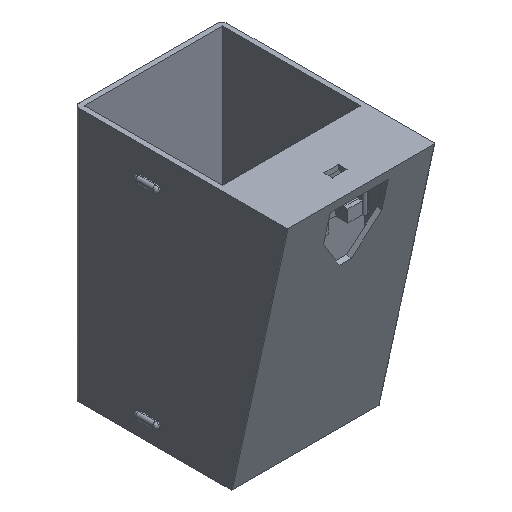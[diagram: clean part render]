
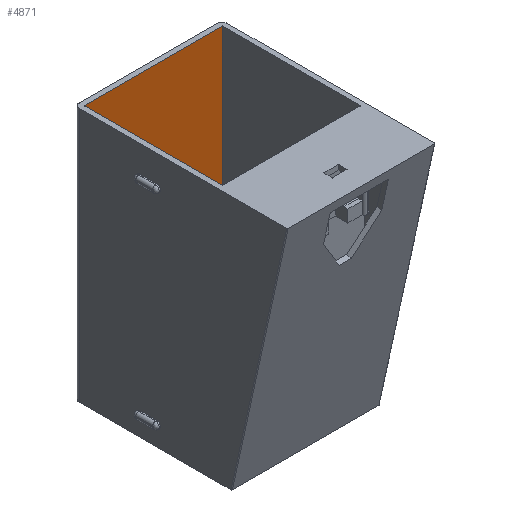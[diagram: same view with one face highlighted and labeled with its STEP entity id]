
A CAD part, isometric view. The second image highlights one B-rep face of the part: STEP entity #4871.
In plain terms, the highlighted planar face has unit normal (0, -1, 0).
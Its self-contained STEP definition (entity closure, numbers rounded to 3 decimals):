
#1770 = PLANE('',#1771);
#1771 = AXIS2_PLACEMENT_3D('',#1772,#1773,#1774);
#1772 = CARTESIAN_POINT('',(0.,-2.,0.));
#1773 = DIRECTION('',(-0.,-0.,-1.));
#1774 = DIRECTION('',(-1.,0.,0.));
#2265 = PLANE('',#2266);
#2266 = AXIS2_PLACEMENT_3D('',#2267,#2268,#2269);
#2267 = CARTESIAN_POINT('',(0.,-13.5,105.));
#2268 = DIRECTION('',(0.,0.,1.));
#2269 = DIRECTION('',(1.,0.,0.));
#3046 = EDGE_CURVE('',#3047,#3049,#3051,.T.);
#3047 = VERTEX_POINT('',#3048);
#3048 = CARTESIAN_POINT('',(-28.5,28.5,0.));
#3049 = VERTEX_POINT('',#3050);
#3050 = CARTESIAN_POINT('',(28.5,28.5,0.));
#3051 = SURFACE_CURVE('',#3052,(#3056,#3063),.PCURVE_S1.);
#3052 = LINE('',#3053,#3054);
#3053 = CARTESIAN_POINT('',(-28.5,28.5,0.));
#3054 = VECTOR('',#3055,1.);
#3055 = DIRECTION('',(1.,0.,0.));
#3056 = PCURVE('',#1770,#3057);
#3057 = DEFINITIONAL_REPRESENTATION('',(#3058),#3062);
#3058 = LINE('',#3059,#3060);
#3059 = CARTESIAN_POINT('',(28.5,30.5));
#3060 = VECTOR('',#3061,1.);
#3061 = DIRECTION('',(-1.,0.));
#3062 = ( GEOMETRIC_REPRESENTATION_CONTEXT(2) 
PARAMETRIC_REPRESENTATION_CONTEXT() REPRESENTATION_CONTEXT('2D SPACE',''
  ) );
#3063 = PCURVE('',#3064,#3069);
#3064 = PLANE('',#3065);
#3065 = AXIS2_PLACEMENT_3D('',#3066,#3067,#3068);
#3066 = CARTESIAN_POINT('',(-28.5,28.5,0.));
#3067 = DIRECTION('',(0.,1.,0.));
#3068 = DIRECTION('',(1.,0.,0.));
#3069 = DEFINITIONAL_REPRESENTATION('',(#3070),#3074);
#3070 = LINE('',#3071,#3072);
#3071 = CARTESIAN_POINT('',(0.,0.));
#3072 = VECTOR('',#3073,1.);
#3073 = DIRECTION('',(1.,0.));
#3074 = ( GEOMETRIC_REPRESENTATION_CONTEXT(2) 
PARAMETRIC_REPRESENTATION_CONTEXT() REPRESENTATION_CONTEXT('2D SPACE',''
  ) );
#3092 = PLANE('',#3093);
#3093 = AXIS2_PLACEMENT_3D('',#3094,#3095,#3096);
#3094 = CARTESIAN_POINT('',(-28.5,-28.5,0.));
#3095 = DIRECTION('',(-1.,0.,0.));
#3096 = DIRECTION('',(0.,1.,0.));
#3218 = PLANE('',#3219);
#3219 = AXIS2_PLACEMENT_3D('',#3220,#3221,#3222);
#3220 = CARTESIAN_POINT('',(28.5,28.5,0.));
#3221 = DIRECTION('',(1.,0.,0.));
#3222 = DIRECTION('',(0.,-1.,0.));
#4050 = VERTEX_POINT('',#4051);
#4051 = CARTESIAN_POINT('',(-28.5,28.5,105.));
#4072 = EDGE_CURVE('',#4050,#4073,#4075,.T.);
#4073 = VERTEX_POINT('',#4074);
#4074 = CARTESIAN_POINT('',(28.5,28.5,105.));
#4075 = SURFACE_CURVE('',#4076,(#4080,#4087),.PCURVE_S1.);
#4076 = LINE('',#4077,#4078);
#4077 = CARTESIAN_POINT('',(-28.5,28.5,105.));
#4078 = VECTOR('',#4079,1.);
#4079 = DIRECTION('',(1.,0.,0.));
#4080 = PCURVE('',#2265,#4081);
#4081 = DEFINITIONAL_REPRESENTATION('',(#4082),#4086);
#4082 = LINE('',#4083,#4084);
#4083 = CARTESIAN_POINT('',(-28.5,42.));
#4084 = VECTOR('',#4085,1.);
#4085 = DIRECTION('',(1.,0.));
#4086 = ( GEOMETRIC_REPRESENTATION_CONTEXT(2) 
PARAMETRIC_REPRESENTATION_CONTEXT() REPRESENTATION_CONTEXT('2D SPACE',''
  ) );
#4087 = PCURVE('',#3064,#4088);
#4088 = DEFINITIONAL_REPRESENTATION('',(#4089),#4093);
#4089 = LINE('',#4090,#4091);
#4090 = CARTESIAN_POINT('',(0.,-105.));
#4091 = VECTOR('',#4092,1.);
#4092 = DIRECTION('',(1.,0.));
#4093 = ( GEOMETRIC_REPRESENTATION_CONTEXT(2) 
PARAMETRIC_REPRESENTATION_CONTEXT() REPRESENTATION_CONTEXT('2D SPACE',''
  ) );
#4871 = ADVANCED_FACE('',(#4872),#3064,.F.);
#4872 = FACE_BOUND('',#4873,.F.);
#4873 = EDGE_LOOP('',(#4874,#4895,#4896,#4917));
#4874 = ORIENTED_EDGE('',*,*,#4875,.T.);
#4875 = EDGE_CURVE('',#3047,#4050,#4876,.T.);
#4876 = SURFACE_CURVE('',#4877,(#4881,#4888),.PCURVE_S1.);
#4877 = LINE('',#4878,#4879);
#4878 = CARTESIAN_POINT('',(-28.5,28.5,0.));
#4879 = VECTOR('',#4880,1.);
#4880 = DIRECTION('',(0.,0.,1.));
#4881 = PCURVE('',#3064,#4882);
#4882 = DEFINITIONAL_REPRESENTATION('',(#4883),#4887);
#4883 = LINE('',#4884,#4885);
#4884 = CARTESIAN_POINT('',(0.,0.));
#4885 = VECTOR('',#4886,1.);
#4886 = DIRECTION('',(0.,-1.));
#4887 = ( GEOMETRIC_REPRESENTATION_CONTEXT(2) 
PARAMETRIC_REPRESENTATION_CONTEXT() REPRESENTATION_CONTEXT('2D SPACE',''
  ) );
#4888 = PCURVE('',#3092,#4889);
#4889 = DEFINITIONAL_REPRESENTATION('',(#4890),#4894);
#4890 = LINE('',#4891,#4892);
#4891 = CARTESIAN_POINT('',(57.,0.));
#4892 = VECTOR('',#4893,1.);
#4893 = DIRECTION('',(0.,-1.));
#4894 = ( GEOMETRIC_REPRESENTATION_CONTEXT(2) 
PARAMETRIC_REPRESENTATION_CONTEXT() REPRESENTATION_CONTEXT('2D SPACE',''
  ) );
#4895 = ORIENTED_EDGE('',*,*,#4072,.T.);
#4896 = ORIENTED_EDGE('',*,*,#4897,.F.);
#4897 = EDGE_CURVE('',#3049,#4073,#4898,.T.);
#4898 = SURFACE_CURVE('',#4899,(#4903,#4910),.PCURVE_S1.);
#4899 = LINE('',#4900,#4901);
#4900 = CARTESIAN_POINT('',(28.5,28.5,0.));
#4901 = VECTOR('',#4902,1.);
#4902 = DIRECTION('',(0.,0.,1.));
#4903 = PCURVE('',#3064,#4904);
#4904 = DEFINITIONAL_REPRESENTATION('',(#4905),#4909);
#4905 = LINE('',#4906,#4907);
#4906 = CARTESIAN_POINT('',(57.,0.));
#4907 = VECTOR('',#4908,1.);
#4908 = DIRECTION('',(0.,-1.));
#4909 = ( GEOMETRIC_REPRESENTATION_CONTEXT(2) 
PARAMETRIC_REPRESENTATION_CONTEXT() REPRESENTATION_CONTEXT('2D SPACE',''
  ) );
#4910 = PCURVE('',#3218,#4911);
#4911 = DEFINITIONAL_REPRESENTATION('',(#4912),#4916);
#4912 = LINE('',#4913,#4914);
#4913 = CARTESIAN_POINT('',(0.,0.));
#4914 = VECTOR('',#4915,1.);
#4915 = DIRECTION('',(0.,-1.));
#4916 = ( GEOMETRIC_REPRESENTATION_CONTEXT(2) 
PARAMETRIC_REPRESENTATION_CONTEXT() REPRESENTATION_CONTEXT('2D SPACE',''
  ) );
#4917 = ORIENTED_EDGE('',*,*,#3046,.F.);
